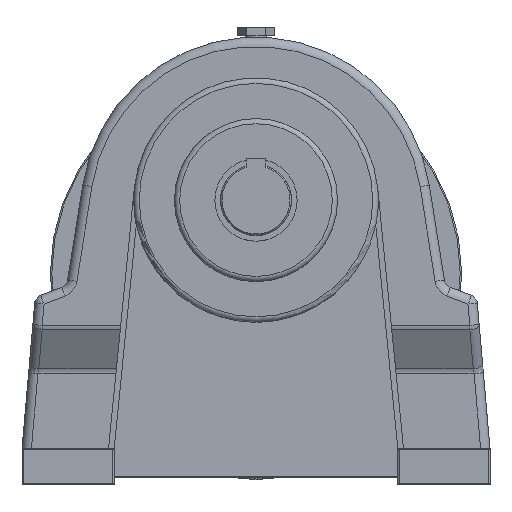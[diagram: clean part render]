
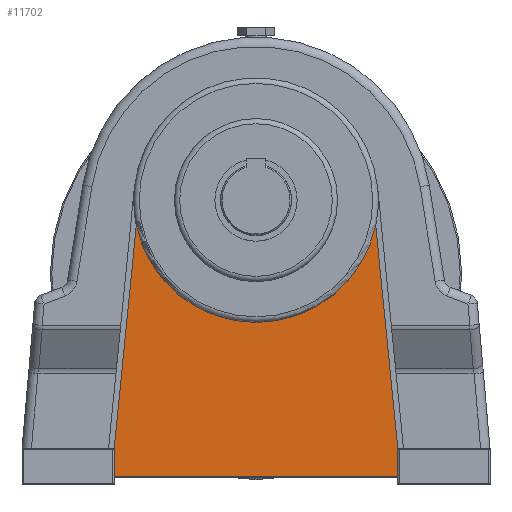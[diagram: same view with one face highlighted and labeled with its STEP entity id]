
A CAD part, top view. The second image highlights one B-rep face of the part: STEP entity #11702.
In plain terms, the highlighted planar face has unit normal (0, 0, 1).
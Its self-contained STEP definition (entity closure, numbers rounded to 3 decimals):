
#82=PLANE($,#12505);
#633=LINE($,#17005,#1940);
#653=LINE($,#17055,#1960);
#666=LINE($,#17082,#1973);
#750=LINE($,#17437,#2057);
#753=LINE($,#17444,#2060);
#1940=VECTOR($,#13539,200.);
#1960=VECTOR($,#13575,20.);
#1973=VECTOR($,#13594,20.);
#2057=VECTOR($,#13872,158.102);
#2060=VECTOR($,#13881,158.102);
#3519=FACE_OUTER_BOUND($,#4247,.T.);
#4247=EDGE_LOOP($,(#8550,#8551,#8552,#8553,#8554,#8555));
#5080=CIRCLE($,#12503,86.25);
#5405=VERTEX_POINT($,#17002);
#5406=VERTEX_POINT($,#17004);
#5428=VERTEX_POINT($,#17053);
#5439=VERTEX_POINT($,#17081);
#5519=VERTEX_POINT($,#17436);
#5520=VERTEX_POINT($,#17440);
#6535=EDGE_CURVE($,#5406,#5405,#633,.T.);
#6560=EDGE_CURVE($,#5405,#5428,#653,.T.);
#6574=EDGE_CURVE($,#5439,#5406,#666,.T.);
#6712=EDGE_CURVE($,#5519,#5439,#750,.T.);
#6714=EDGE_CURVE($,#5520,#5519,#5080,.T.);
#6716=EDGE_CURVE($,#5428,#5520,#753,.T.);
#8550=ORIENTED_EDGE($,*,*,#6574,.T.);
#8551=ORIENTED_EDGE($,*,*,#6535,.T.);
#8552=ORIENTED_EDGE($,*,*,#6560,.T.);
#8553=ORIENTED_EDGE($,*,*,#6716,.T.);
#8554=ORIENTED_EDGE($,*,*,#6714,.T.);
#8555=ORIENTED_EDGE($,*,*,#6712,.T.);
#11702=ADVANCED_FACE($,(#3519),#82,.T.);
#12503=AXIS2_PLACEMENT_3D($,#17441,#13876,#13877);
#12505=AXIS2_PLACEMENT_3D($,#17445,#13882,#13883);
#13539=DIRECTION($,(1.,0.,0.));
#13575=DIRECTION($,(0.,1.,0.));
#13594=DIRECTION($,(0.,-1.,0.));
#13872=DIRECTION($,(-0.099,-0.995,0.));
#13876=DIRECTION('center_axis',(0.,0.,-1.));
#13877=DIRECTION('ref_axis',(1.,0.,0.));
#13881=DIRECTION($,(-0.099,0.995,0.));
#13882=DIRECTION('center_axis',(0.,0.,1.));
#13883=DIRECTION('ref_axis',(1.,0.,0.));
#17002=CARTESIAN_POINT('',(100.,-195.,-16.344));
#17004=CARTESIAN_POINT('',(-100.,-195.,-16.344));
#17005=CARTESIAN_POINT($,(-100.,-195.,-16.344));
#17053=CARTESIAN_POINT('',(100.,-175.,-16.344));
#17055=CARTESIAN_POINT($,(100.,-195.,-16.344));
#17081=CARTESIAN_POINT('',(-100.,-175.,-16.344));
#17082=CARTESIAN_POINT($,(-100.,-175.,-16.344));
#17436=CARTESIAN_POINT('',(-84.421,-17.667,-16.344));
#17437=CARTESIAN_POINT($,(-84.421,-17.667,-16.344));
#17440=CARTESIAN_POINT('',(84.421,-17.667,-16.344));
#17441=CARTESIAN_POINT('Origin',(0.,0.,-16.344));
#17444=CARTESIAN_POINT($,(100.,-175.,-16.344));
#17445=CARTESIAN_POINT('Origin',(0.,0.,-16.344));
